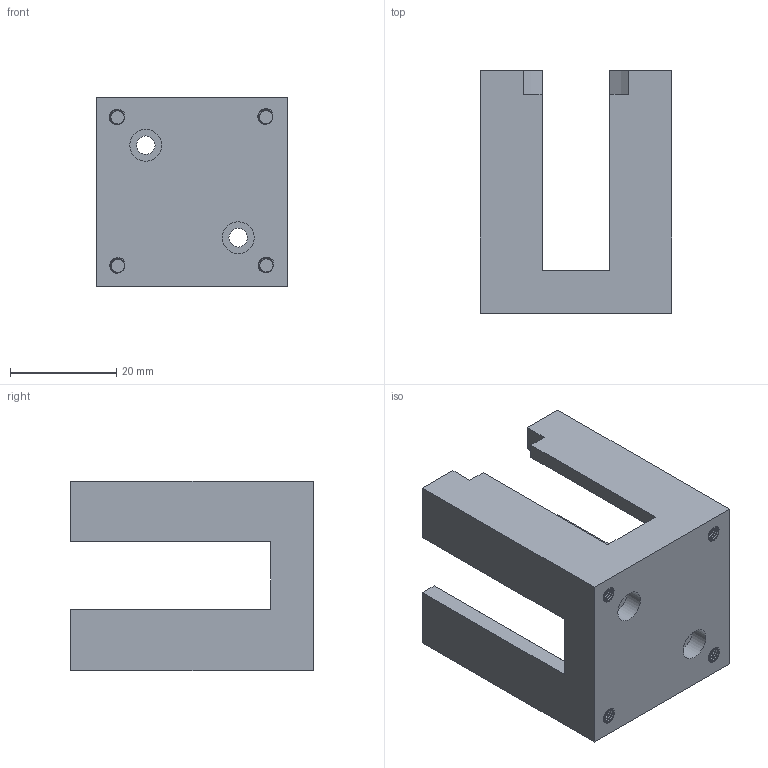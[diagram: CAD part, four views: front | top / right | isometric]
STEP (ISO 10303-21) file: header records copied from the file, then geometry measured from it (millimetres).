
FILE_DESCRIPTION(/* description */ ('','CAx-IF Rec.Pracs.---Representation and Presentation of Product Manufacturing Information (PMI)---4.0---2014-10-13'),/* implementation_level */ '2;1');
FILE_NAME(/* name */ 'Omnifit_HP_valve_actuated_servo_V1.2_valve_holder.step',/* time_stamp */ '2025-03-26T00:00:40+01:00',/* author */ (''),/* organization */ (''),/* preprocessor_version */ 'ST-DEVELOPER v20',/* originating_system */ 'Autodesk Translation Framework v13.20.0.188',/* authorisation */ '');
FILE_SCHEMA (('AP242_MANAGED_MODEL_BASED_3D_ENGINEERING_MIM_LF { 1 0 10303 442 1 1 4 }'));
Products named in the file (1): Omnifit_HP_valve_actuated_servo_V1.2
Bounding box: 36 x 45.7 x 35.66 mm (x, y, z)
Volume: 22467.9 mm3; surface area: 11555 mm2
Topology: 1 solids, 1 shells, 477 faces, 1399 edges, 930 vertices
Faces by surface type: cylinder 424, plane 33, bspline 16, cone 4
Full cylindrical faces by diameter (mm): 2.529 x100, 3.086 x52, 3.5 x2, 6 x2
Entity records: 39144 total; most frequent: CARTESIAN_POINT 28159, ORIENTED_EDGE 2790, DIRECTION 1513, EDGE_CURVE 1395, VERTEX_POINT 930, B_SPLINE_CURVE_WITH_KNOTS 864, AXIS2_PLACEMENT_3D 520, EDGE_LOOP 491
